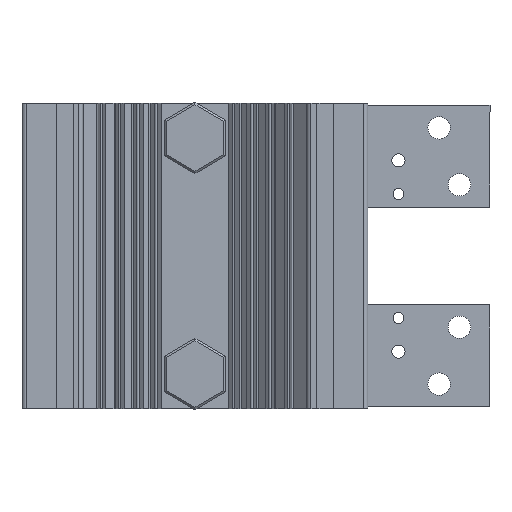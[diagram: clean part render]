
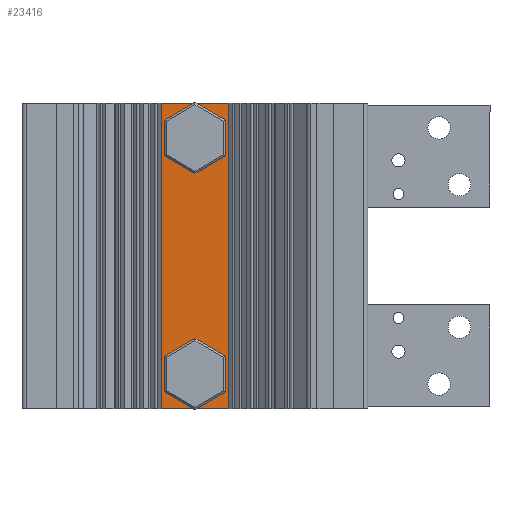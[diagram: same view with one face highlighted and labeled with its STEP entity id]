
A CAD part, front view. The second image highlights one B-rep face of the part: STEP entity #23416.
In plain terms, the highlighted planar face has unit normal (0, -1, 0).
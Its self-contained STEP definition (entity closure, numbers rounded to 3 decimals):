
#1547 = VERTEX_POINT ( 'NONE', #53827 ) ;
#2862 = VERTEX_POINT ( 'NONE', #7617 ) ;
#4126 = AXIS2_PLACEMENT_3D ( 'NONE', #33048, #14152, #23932 ) ;
#4522 = DIRECTION ( 'NONE',  ( 0., 0., 1. ) ) ;
#6206 = CARTESIAN_POINT ( 'NONE',  ( 16.537, -19.549, 75. ) ) ;
#6239 = EDGE_LOOP ( 'NONE', ( #36947, #40235 ) ) ;
#7617 = CARTESIAN_POINT ( 'NONE',  ( 16.537, -19.549, 75. ) ) ;
#9035 = EDGE_CURVE ( 'NONE', #42201, #21223, #57478, .T. ) ;
#9872 = PLANE ( 'NONE',  #4126 ) ;
#10859 = DIRECTION ( 'NONE',  ( 0., 0., -1. ) ) ;
#11131 = CARTESIAN_POINT ( 'NONE',  ( 0., -19.549, 58. ) ) ;
#13418 = CARTESIAN_POINT ( 'NONE',  ( 16.537, -19.549, -75. ) ) ;
#13683 = FACE_OUTER_BOUND ( 'NONE', #21812, .T. ) ;
#13970 = VERTEX_POINT ( 'NONE', #13418 ) ;
#14152 = DIRECTION ( 'NONE',  ( 0., 1., 0. ) ) ;
#14589 = CARTESIAN_POINT ( 'NONE',  ( -16.537, -19.549, -75. ) ) ;
#14967 = DIRECTION ( 'NONE',  ( 0., 0., -1. ) ) ;
#16727 = ORIENTED_EDGE ( 'NONE', *, *, #38941, .T. ) ;
#18488 = ORIENTED_EDGE ( 'NONE', *, *, #26702, .F. ) ;
#19613 = LINE ( 'NONE', #27312, #24700 ) ;
#20084 = EDGE_LOOP ( 'NONE', ( #33505, #25699 ) ) ;
#20990 = LINE ( 'NONE', #42819, #42066 ) ;
#21223 = VERTEX_POINT ( 'NONE', #38171 ) ;
#21812 = EDGE_LOOP ( 'NONE', ( #16727, #18488, #33965, #44341 ) ) ;
#22609 = VERTEX_POINT ( 'NONE', #34352 ) ;
#23416 = ADVANCED_FACE ( 'NONE', ( #50066, #31888, #13683 ), #9872, .F. ) ;
#23932 = DIRECTION ( 'NONE',  ( 0., 0., 1. ) ) ;
#24395 = AXIS2_PLACEMENT_3D ( 'NONE', #51444, #41524, #4522 ) ;
#24700 = VECTOR ( 'NONE', #45221, 1000. ) ;
#25207 = DIRECTION ( 'NONE',  ( 0., 1., 0. ) ) ;
#25699 = ORIENTED_EDGE ( 'NONE', *, *, #38011, .T. ) ;
#26702 = EDGE_CURVE ( 'NONE', #2862, #13970, #49360, .T. ) ;
#27312 = CARTESIAN_POINT ( 'NONE',  ( -16.537, -19.549, 75. ) ) ;
#29877 = CARTESIAN_POINT ( 'NONE',  ( 0., -19.549, -58. ) ) ;
#29947 = AXIS2_PLACEMENT_3D ( 'NONE', #29877, #35129, #44098 ) ;
#30373 = CARTESIAN_POINT ( 'NONE',  ( -16.537, -19.549, 75. ) ) ;
#31888 = FACE_BOUND ( 'NONE', #6239, .T. ) ;
#32493 = DIRECTION ( 'NONE',  ( 1., 0., 0. ) ) ;
#33048 = CARTESIAN_POINT ( 'NONE',  ( -16.537, -19.549, 75. ) ) ;
#33505 = ORIENTED_EDGE ( 'NONE', *, *, #47225, .T. ) ;
#33595 = LINE ( 'NONE', #14589, #36528 ) ;
#33965 = ORIENTED_EDGE ( 'NONE', *, *, #39489, .F. ) ;
#34352 = CARTESIAN_POINT ( 'NONE',  ( 10.1, -19.549, -58. ) ) ;
#34916 = DIRECTION ( 'NONE',  ( 0., 0., 1. ) ) ;
#35129 = DIRECTION ( 'NONE',  ( 0., 1., 0. ) ) ;
#35404 = AXIS2_PLACEMENT_3D ( 'NONE', #11131, #25207, #34916 ) ;
#36228 = VECTOR ( 'NONE', #10859, 1000. ) ;
#36398 = CARTESIAN_POINT ( 'NONE',  ( -10.1, -19.549, -58. ) ) ;
#36528 = VECTOR ( 'NONE', #32493, 1000. ) ;
#36947 = ORIENTED_EDGE ( 'NONE', *, *, #9035, .T. ) ;
#36985 = VERTEX_POINT ( 'NONE', #36398 ) ;
#37610 = EDGE_CURVE ( 'NONE', #52858, #1547, #20990, .T. ) ;
#38011 = EDGE_CURVE ( 'NONE', #36985, #22609, #39764, .T. ) ;
#38171 = CARTESIAN_POINT ( 'NONE',  ( -10.1, -19.549, 58. ) ) ;
#38941 = EDGE_CURVE ( 'NONE', #1547, #13970, #33595, .T. ) ;
#39489 = EDGE_CURVE ( 'NONE', #52858, #2862, #19613, .T. ) ;
#39764 = CIRCLE ( 'NONE', #24395, 10.1 ) ;
#40235 = ORIENTED_EDGE ( 'NONE', *, *, #58612, .T. ) ;
#41524 = DIRECTION ( 'NONE',  ( 0., 1., 0. ) ) ;
#42066 = VECTOR ( 'NONE', #14967, 1000. ) ;
#42201 = VERTEX_POINT ( 'NONE', #55829 ) ;
#42819 = CARTESIAN_POINT ( 'NONE',  ( -16.537, -19.549, 75. ) ) ;
#44098 = DIRECTION ( 'NONE',  ( 0., 0., 1. ) ) ;
#44341 = ORIENTED_EDGE ( 'NONE', *, *, #37610, .T. ) ;
#45221 = DIRECTION ( 'NONE',  ( 1., 0., 0. ) ) ;
#47225 = EDGE_CURVE ( 'NONE', #22609, #36985, #58614, .T. ) ;
#49360 = LINE ( 'NONE', #6206, #36228 ) ;
#50066 = FACE_BOUND ( 'NONE', #20084, .T. ) ;
#50978 = CARTESIAN_POINT ( 'NONE',  ( 0., -19.549, 58. ) ) ;
#51444 = CARTESIAN_POINT ( 'NONE',  ( 0., -19.549, -58. ) ) ;
#51586 = DIRECTION ( 'NONE',  ( 0., 1., 0. ) ) ;
#52858 = VERTEX_POINT ( 'NONE', #30373 ) ;
#53027 = CIRCLE ( 'NONE', #54526, 10.1 ) ;
#53827 = CARTESIAN_POINT ( 'NONE',  ( -16.537, -19.549, -75. ) ) ;
#54526 = AXIS2_PLACEMENT_3D ( 'NONE', #50978, #51586, #56196 ) ;
#55829 = CARTESIAN_POINT ( 'NONE',  ( 10.1, -19.549, 58. ) ) ;
#56196 = DIRECTION ( 'NONE',  ( 0., 0., 1. ) ) ;
#57478 = CIRCLE ( 'NONE', #35404, 10.1 ) ;
#58612 = EDGE_CURVE ( 'NONE', #21223, #42201, #53027, .T. ) ;
#58614 = CIRCLE ( 'NONE', #29947, 10.1 ) ;
